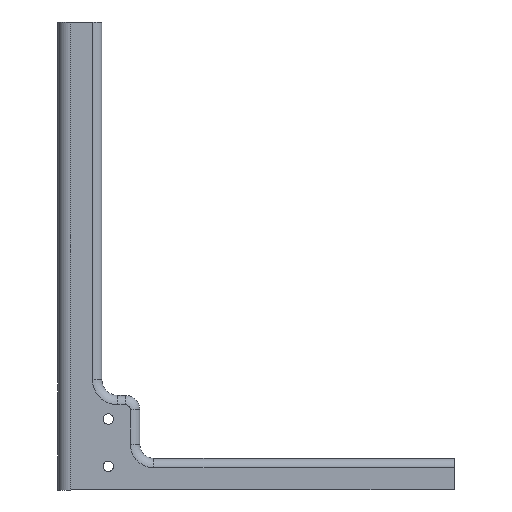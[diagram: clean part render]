
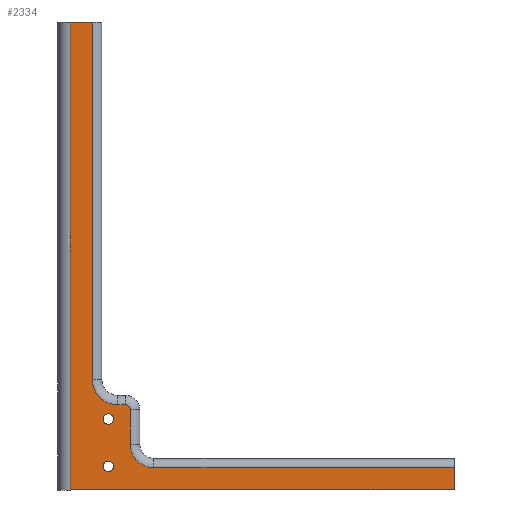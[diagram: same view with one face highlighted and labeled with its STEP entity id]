
A CAD part, left-side view. The second image highlights one B-rep face of the part: STEP entity #2334.
In plain terms, the highlighted planar face has unit normal (-1, 0, 0).
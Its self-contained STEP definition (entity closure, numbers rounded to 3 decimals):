
#5 = EDGE_CURVE ( 'NONE', #4000, #3232, #1416, .T. ) ;
#14 = CARTESIAN_POINT ( 'NONE',  ( 105819.371, 0., -29.799 ) ) ;
#26 = DIRECTION ( 'NONE',  ( -1., 0., 0. ) ) ;
#37 = FACE_BOUND ( 'NONE', #2236, .T. ) ;
#51 = VERTEX_POINT ( 'NONE', #490 ) ;
#59 = PLANE ( 'NONE',  #4218 ) ;
#102 = CARTESIAN_POINT ( 'NONE',  ( 105819.371, 59014.196, 138.5 ) ) ;
#136 = ORIENTED_EDGE ( 'NONE', *, *, #1271, .F. ) ;
#193 = ORIENTED_EDGE ( 'NONE', *, *, #2556, .F. ) ;
#230 = ORIENTED_EDGE ( 'NONE', *, *, #2072, .F. ) ;
#262 = CARTESIAN_POINT ( 'NONE',  ( 105819.371, 59002.196, 10.85 ) ) ;
#268 = CARTESIAN_POINT ( 'NONE',  ( 105819.371, 59002.196, 14.15 ) ) ;
#278 = EDGE_CURVE ( 'NONE', #51, #3378, #3746, .T. ) ;
#333 = ORIENTED_EDGE ( 'NONE', *, *, #2666, .T. ) ;
#336 = CARTESIAN_POINT ( 'NONE',  ( 105819.371, 58995.196, 4.5 ) ) ;
#456 = VECTOR ( 'NONE', #817, 1000. ) ;
#468 = ORIENTED_EDGE ( 'NONE', *, *, #5, .F. ) ;
#471 = DIRECTION ( 'NONE',  ( 0., 0., -1. ) ) ;
#490 = CARTESIAN_POINT ( 'NONE',  ( 105819.371, 58995.196, 15.5 ) ) ;
#511 = DIRECTION ( 'NONE',  ( 1., 0., 0. ) ) ;
#639 = EDGE_CURVE ( 'NONE', #2304, #3232, #1921, .T. ) ;
#697 = DIRECTION ( 'NONE',  ( 1., 0., 0. ) ) ;
#726 = ORIENTED_EDGE ( 'NONE', *, *, #1351, .T. ) ;
#817 = DIRECTION ( 'NONE',  ( 0., -1., 0. ) ) ;
#892 = CARTESIAN_POINT ( 'NONE',  ( 105819.371, 59007.196, -29.799 ) ) ;
#894 = VERTEX_POINT ( 'NONE', #102 ) ;
#984 = CARTESIAN_POINT ( 'NONE',  ( 105819.371, 59002.196, -2.5 ) ) ;
#993 = EDGE_LOOP ( 'NONE', ( #1574, #2266 ) ) ;
#1021 = VECTOR ( 'NONE', #1170, 1000. ) ;
#1170 = DIRECTION ( 'NONE',  ( 0., -1., 0. ) ) ;
#1198 = DIRECTION ( 'NONE',  ( 1., 0., 0. ) ) ;
#1271 = EDGE_CURVE ( 'NONE', #2958, #3408, #2070, .T. ) ;
#1285 = AXIS2_PLACEMENT_3D ( 'NONE', #2379, #511, #4044 ) ;
#1306 = CIRCLE ( 'NONE', #2237, 1.65 ) ;
#1308 = AXIS2_PLACEMENT_3D ( 'NONE', #2377, #1793, #1434 ) ;
#1351 = EDGE_CURVE ( 'NONE', #1759, #2251, #3134, .T. ) ;
#1379 = CARTESIAN_POINT ( 'NONE',  ( 105819.371, 59002.196, -4.15 ) ) ;
#1380 = DIRECTION ( 'NONE',  ( 0., -1., 0. ) ) ;
#1405 = EDGE_CURVE ( 'NONE', #3378, #4000, #1465, .T. ) ;
#1416 = LINE ( 'NONE', #2620, #2780 ) ;
#1434 = DIRECTION ( 'NONE',  ( 0., 0., 1. ) ) ;
#1465 = CIRCLE ( 'NONE', #1528, 7.5 ) ;
#1469 = AXIS2_PLACEMENT_3D ( 'NONE', #3776, #2118, #2807 ) ;
#1470 = VERTEX_POINT ( 'NONE', #2974 ) ;
#1494 = LINE ( 'NONE', #2740, #1021 ) ;
#1528 = AXIS2_PLACEMENT_3D ( 'NONE', #2043, #26, #4057 ) ;
#1574 = ORIENTED_EDGE ( 'NONE', *, *, #3923, .T. ) ;
#1607 = ORIENTED_EDGE ( 'NONE', *, *, #2942, .F. ) ;
#1675 = CARTESIAN_POINT ( 'NONE',  ( 105819.371, 58892.446, -10. ) ) ;
#1719 = ORIENTED_EDGE ( 'NONE', *, *, #1766, .F. ) ;
#1756 = CARTESIAN_POINT ( 'NONE',  ( 105819.371, 59014.196, -29.799 ) ) ;
#1759 = VERTEX_POINT ( 'NONE', #268 ) ;
#1766 = EDGE_CURVE ( 'NONE', #1470, #2823, #3274, .T. ) ;
#1793 = DIRECTION ( 'NONE',  ( -1., 0., 0. ) ) ;
#1901 = DIRECTION ( 'NONE',  ( 0., 0., -1. ) ) ;
#1921 = LINE ( 'NONE', #3235, #2214 ) ;
#1926 = CARTESIAN_POINT ( 'NONE',  ( 105819.371, 58987.696, -3. ) ) ;
#1938 = CIRCLE ( 'NONE', #3524, 1.65 ) ;
#1952 = DIRECTION ( 'NONE',  ( 0., 0., -1. ) ) ;
#2043 = CARTESIAN_POINT ( 'NONE',  ( 105819.371, 58987.696, 4.5 ) ) ;
#2064 = EDGE_CURVE ( 'NONE', #2304, #2971, #2410, .T. ) ;
#2070 = LINE ( 'NONE', #3064, #456 ) ;
#2072 = EDGE_CURVE ( 'NONE', #3408, #51, #4151, .T. ) ;
#2103 = DIRECTION ( 'NONE',  ( 0., 1., 0. ) ) ;
#2118 = DIRECTION ( 'NONE',  ( 1., 0., 0. ) ) ;
#2170 = EDGE_CURVE ( 'NONE', #2385, #3978, #1938, .T. ) ;
#2208 = CARTESIAN_POINT ( 'NONE',  ( 105819.371, 59002.196, 12.5 ) ) ;
#2214 = VECTOR ( 'NONE', #2308, 1000. ) ;
#2236 = EDGE_LOOP ( 'NONE', ( #333, #726 ) ) ;
#2237 = AXIS2_PLACEMENT_3D ( 'NONE', #984, #2935, #1952 ) ;
#2251 = VERTEX_POINT ( 'NONE', #262 ) ;
#2256 = VECTOR ( 'NONE', #3068, 1000. ) ;
#2266 = ORIENTED_EDGE ( 'NONE', *, *, #2170, .T. ) ;
#2304 = VERTEX_POINT ( 'NONE', #1675 ) ;
#2308 = DIRECTION ( 'NONE',  ( 0., 0., 1. ) ) ;
#2318 = CARTESIAN_POINT ( 'NONE',  ( 105819.371, 58996.696, 17. ) ) ;
#2334 = ADVANCED_FACE ( 'NONE', ( #3638, #3661, #37 ), #59, .F. ) ;
#2377 = CARTESIAN_POINT ( 'NONE',  ( 105819.371, 58999.196, 25. ) ) ;
#2379 = CARTESIAN_POINT ( 'NONE',  ( 105819.371, 59002.196, 12.5 ) ) ;
#2385 = VERTEX_POINT ( 'NONE', #3004 ) ;
#2388 = CARTESIAN_POINT ( 'NONE',  ( 105819.371, 58892.446, -3. ) ) ;
#2390 = CIRCLE ( 'NONE', #2816, 1.65 ) ;
#2410 = LINE ( 'NONE', #3428, #3317 ) ;
#2556 = EDGE_CURVE ( 'NONE', #2971, #894, #3724, .T. ) ;
#2600 = ORIENTED_EDGE ( 'NONE', *, *, #639, .T. ) ;
#2620 = CARTESIAN_POINT ( 'NONE',  ( 105819.371, 0., -3. ) ) ;
#2652 = ORIENTED_EDGE ( 'NONE', *, *, #278, .F. ) ;
#2666 = EDGE_CURVE ( 'NONE', #2251, #1759, #2390, .T. ) ;
#2705 = VECTOR ( 'NONE', #471, 1000. ) ;
#2740 = CARTESIAN_POINT ( 'NONE',  ( 105819.371, 0., 138.5 ) ) ;
#2780 = VECTOR ( 'NONE', #1380, 1000. ) ;
#2799 = CIRCLE ( 'NONE', #1308, 8. ) ;
#2807 = DIRECTION ( 'NONE',  ( 0., 0., 1. ) ) ;
#2816 = AXIS2_PLACEMENT_3D ( 'NONE', #2208, #1198, #1901 ) ;
#2823 = VERTEX_POINT ( 'NONE', #3973 ) ;
#2935 = DIRECTION ( 'NONE',  ( 1., 0., 0. ) ) ;
#2942 = EDGE_CURVE ( 'NONE', #2823, #2958, #2799, .T. ) ;
#2958 = VERTEX_POINT ( 'NONE', #3374 ) ;
#2971 = VERTEX_POINT ( 'NONE', #3698 ) ;
#2974 = CARTESIAN_POINT ( 'NONE',  ( 105819.371, 59007.196, 138.5 ) ) ;
#3004 = CARTESIAN_POINT ( 'NONE',  ( 105819.371, 59002.196, -0.85 ) ) ;
#3064 = CARTESIAN_POINT ( 'NONE',  ( 105819.371, 0., 17. ) ) ;
#3068 = DIRECTION ( 'NONE',  ( 0., 0., 1. ) ) ;
#3081 = ORIENTED_EDGE ( 'NONE', *, *, #3840, .F. ) ;
#3088 = CARTESIAN_POINT ( 'NONE',  ( 105819.371, 58995.196, -29.799 ) ) ;
#3134 = CIRCLE ( 'NONE', #1285, 1.65 ) ;
#3156 = ORIENTED_EDGE ( 'NONE', *, *, #2064, .F. ) ;
#3180 = DIRECTION ( 'NONE',  ( 0., 0., -1. ) ) ;
#3232 = VERTEX_POINT ( 'NONE', #2388 ) ;
#3235 = CARTESIAN_POINT ( 'NONE',  ( 105819.371, 58892.446, -10. ) ) ;
#3274 = LINE ( 'NONE', #892, #3663 ) ;
#3317 = VECTOR ( 'NONE', #2103, 1000. ) ;
#3374 = CARTESIAN_POINT ( 'NONE',  ( 105819.371, 58999.196, 17. ) ) ;
#3378 = VERTEX_POINT ( 'NONE', #336 ) ;
#3408 = VERTEX_POINT ( 'NONE', #2318 ) ;
#3428 = CARTESIAN_POINT ( 'NONE',  ( 105819.371, 0., -10. ) ) ;
#3489 = CARTESIAN_POINT ( 'NONE',  ( 105819.371, 59002.196, -2.5 ) ) ;
#3524 = AXIS2_PLACEMENT_3D ( 'NONE', #3489, #4074, #3180 ) ;
#3568 = EDGE_LOOP ( 'NONE', ( #3156, #2600, #468, #3853, #2652, #230, #136, #1607, #1719, #3081, #193 ) ) ;
#3599 = DIRECTION ( 'NONE',  ( 0., 0., 1. ) ) ;
#3638 = FACE_OUTER_BOUND ( 'NONE', #3568, .T. ) ;
#3661 = FACE_BOUND ( 'NONE', #993, .T. ) ;
#3663 = VECTOR ( 'NONE', #4206, 1000. ) ;
#3698 = CARTESIAN_POINT ( 'NONE',  ( 105819.371, 59014.196, -10. ) ) ;
#3724 = LINE ( 'NONE', #1756, #2256 ) ;
#3746 = LINE ( 'NONE', #3088, #2705 ) ;
#3776 = CARTESIAN_POINT ( 'NONE',  ( 105819.371, 58996.696, 15.5 ) ) ;
#3840 = EDGE_CURVE ( 'NONE', #894, #1470, #1494, .T. ) ;
#3853 = ORIENTED_EDGE ( 'NONE', *, *, #1405, .F. ) ;
#3923 = EDGE_CURVE ( 'NONE', #3978, #2385, #1306, .T. ) ;
#3973 = CARTESIAN_POINT ( 'NONE',  ( 105819.371, 59007.196, 25. ) ) ;
#3978 = VERTEX_POINT ( 'NONE', #1379 ) ;
#4000 = VERTEX_POINT ( 'NONE', #1926 ) ;
#4044 = DIRECTION ( 'NONE',  ( 0., 0., -1. ) ) ;
#4057 = DIRECTION ( 'NONE',  ( 0., 0., 1. ) ) ;
#4074 = DIRECTION ( 'NONE',  ( 1., 0., 0. ) ) ;
#4151 = CIRCLE ( 'NONE', #1469, 1.5 ) ;
#4206 = DIRECTION ( 'NONE',  ( 0., 0., -1. ) ) ;
#4218 = AXIS2_PLACEMENT_3D ( 'NONE', #14, #697, #3599 ) ;
